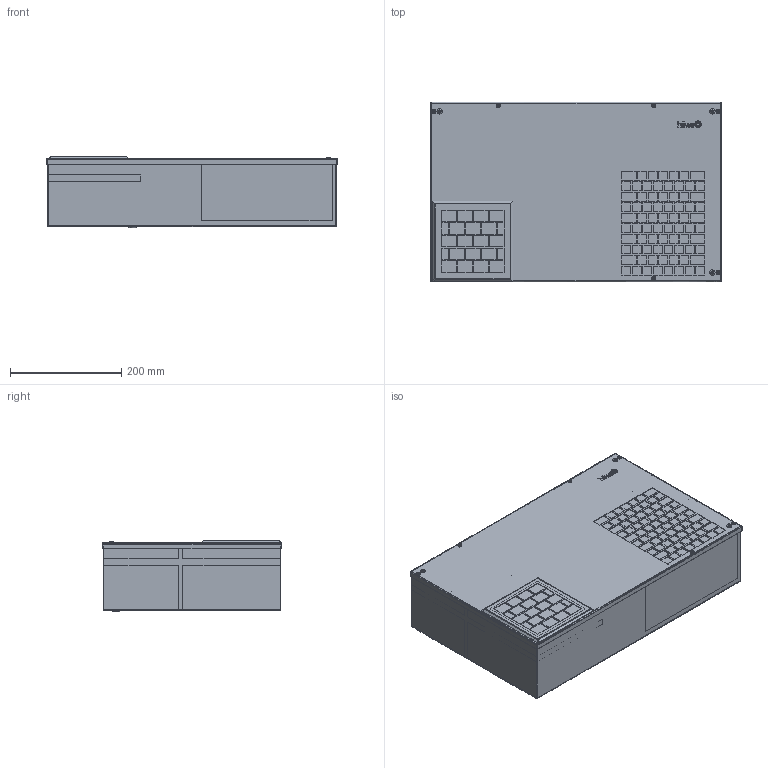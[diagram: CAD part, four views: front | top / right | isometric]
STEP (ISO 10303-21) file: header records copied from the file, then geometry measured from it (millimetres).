
FILE_DESCRIPTION (( 'STEP AP214' ), '1' );
FILE_NAME ('3129-0401-23-07.STEP', '2018-05-24T05:44:16', ( '' ), ( '' ), 'SwSTEP 2.0', 'SolidWorks 2017', '' );
FILE_SCHEMA (( 'AUTOMOTIVE_DESIGN' ));
Length unit declared in the file: millimetre
Products named in the file (7): W0161751~0; W0161767~0; W0157950~0; 3129-0401-23-07; W0158232~0; W0161749~0; 8000-7380-05-16-2
Assembly tree (16 placements, depth 2):
  3129-0401-23-07
    W0161749~0
    W0161751~0
    W0157950~0
    8000-7380-05-16-2  x4
    W0158232~0  x8
    W0161767~0
Bounding box: 523 x 323 x 129.45 mm (x, y, z)
Volume: 7357118.5 mm3; surface area: 1444825.9 mm2
Topology: 17 solids, 17 shells, 1617 faces, 4466 edges, 2890 vertices
Faces by surface type: plane 1021, cylinder 460, bspline 68, cone 48, torus 12, sphere 8
Entity records: 47009 total; most frequent: CARTESIAN_POINT 11491, ORIENTED_EDGE 7464, DIRECTION 6926, EDGE_CURVE 3732, VECTOR 2728, LINE 2728, VERTEX_POINT 2442, AXIS2_PLACEMENT_3D 2099
